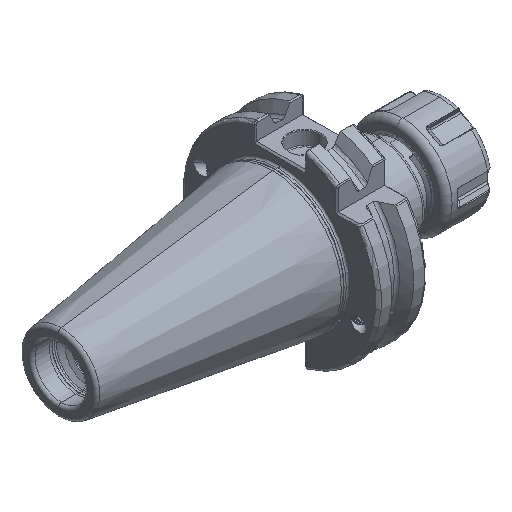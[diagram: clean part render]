
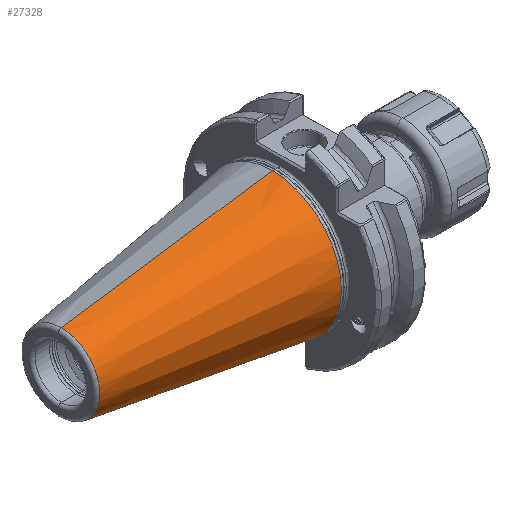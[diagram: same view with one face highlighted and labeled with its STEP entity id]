
A CAD part, isometric view. The second image highlights one B-rep face of the part: STEP entity #27328.
In plain terms, the highlighted conical face has half-angle 8.297 degrees and reference radius 22.692 mm.
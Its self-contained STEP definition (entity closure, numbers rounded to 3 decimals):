
#81 = AXIS2_PLACEMENT_3D ( 'NONE', #12598, #12586, #12590 ) ;
#291 = LINE ( 'NONE', #10538, #322 ) ;
#293 = LINE ( 'NONE', #10702, #298 ) ;
#298 = VECTOR ( 'NONE', #10698, 1000. ) ;
#322 = VECTOR ( 'NONE', #10529, 1000. ) ;
#435 = CIRCLE ( 'NONE', #1447, 12.4 ) ;
#511 = CIRCLE ( 'NONE', #1550, 22.327 ) ;
#1447 = AXIS2_PLACEMENT_3D ( 'NONE', #13342, #13364, #13341 ) ;
#1550 = AXIS2_PLACEMENT_3D ( 'NONE', #25000, #24974, #24956 ) ;
#5831 = EDGE_LOOP ( 'NONE', ( #18172, #18228, #18241, #18174 ) ) ;
#7114 = CARTESIAN_POINT ( 'NONE',  ( -70.573, 0., -12.4 ) ) ;
#7121 = CARTESIAN_POINT ( 'NONE',  ( -70.573, 0., 12.4 ) ) ;
#9131 = EDGE_CURVE ( 'NONE', #22319, #10238, #291, .T. ) ;
#9154 = EDGE_CURVE ( 'NONE', #22308, #10244, #293, .T. ) ;
#9367 = EDGE_CURVE ( 'NONE', #22308, #22319, #435, .T. ) ;
#9415 = EDGE_CURVE ( 'NONE', #10244, #10238, #511, .T. ) ;
#10238 = VERTEX_POINT ( 'NONE', #14247 ) ;
#10244 = VERTEX_POINT ( 'NONE', #14267 ) ;
#10529 = DIRECTION ( 'NONE',  ( 0.99, 0., -0.144 ) ) ;
#10538 = CARTESIAN_POINT ( 'NONE',  ( 0., 0., -22.692 ) ) ;
#10698 = DIRECTION ( 'NONE',  ( 0.99, 0., 0.144 ) ) ;
#10702 = CARTESIAN_POINT ( 'NONE',  ( 0., 0., 22.692 ) ) ;
#12586 = DIRECTION ( 'NONE',  ( 1., 0., 0. ) ) ;
#12590 = DIRECTION ( 'NONE',  ( 0., 0., -1. ) ) ;
#12598 = CARTESIAN_POINT ( 'NONE',  ( 0., 0., 0. ) ) ;
#13341 = DIRECTION ( 'NONE',  ( 0., 0., 1. ) ) ;
#13342 = CARTESIAN_POINT ( 'NONE',  ( -70.573, 0., 0. ) ) ;
#13364 = DIRECTION ( 'NONE',  ( 1., 0., 0. ) ) ;
#14247 = CARTESIAN_POINT ( 'NONE',  ( -2.5, 0., -22.327 ) ) ;
#14267 = CARTESIAN_POINT ( 'NONE',  ( -2.5, 0., 22.327 ) ) ;
#18172 = ORIENTED_EDGE ( 'NONE', *, *, #9154, .F. ) ;
#18174 = ORIENTED_EDGE ( 'NONE', *, *, #9415, .F. ) ;
#18228 = ORIENTED_EDGE ( 'NONE', *, *, #9367, .T. ) ;
#18241 = ORIENTED_EDGE ( 'NONE', *, *, #9131, .T. ) ;
#22308 = VERTEX_POINT ( 'NONE', #7121 ) ;
#22319 = VERTEX_POINT ( 'NONE', #7114 ) ;
#24956 = DIRECTION ( 'NONE',  ( 0., 0., -1. ) ) ;
#24974 = DIRECTION ( 'NONE',  ( 1., 0., 0. ) ) ;
#25000 = CARTESIAN_POINT ( 'NONE',  ( -2.5, 0., 0. ) ) ;
#26834 = CONICAL_SURFACE ( 'NONE', #81, 22.692, 0.145 ) ;
#26837 = FACE_OUTER_BOUND ( 'NONE', #5831, .T. ) ;
#27328 = ADVANCED_FACE ( 'NONE', ( #26837 ), #26834, .T. ) ;
